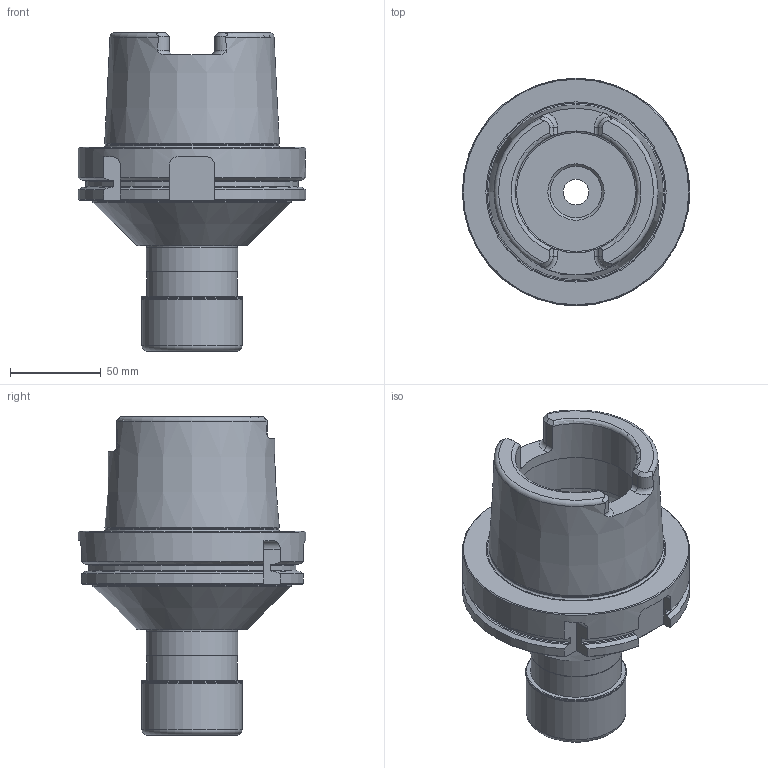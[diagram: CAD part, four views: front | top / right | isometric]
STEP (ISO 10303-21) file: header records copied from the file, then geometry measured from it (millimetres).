
FILE_DESCRIPTION(/* description */ (''),/* implementation_level */ '2;1');
FILE_NAME(/* name */ '550283250.stp',/* time_stamp */ '2021-01-08T12:25:32',/* author */ ('LRA'),/* organization */ ('REGO-FIX'),/* preprocessor_version */ ' Unknown',/* originating_system */ 'SIEMENS PLM Software Solid Edge ST10',/* authorization */ 'Unknown');
FILE_SCHEMA (('AUTOMOTIVE_DESIGN { 1 0 10303 214 2 1 1}'));
Length unit declared in the file: millimetre
Products named in the file (1): 0017499
Bounding box: 125 x 125 x 175 mm (x, y, z)
Volume: 623496.7 mm3; surface area: 104261.5 mm2
Topology: 2 solids, 2 shells, 153 faces, 379 edges, 238 vertices
Faces by surface type: plane 46, cylinder 43, cone 33, torus 31
Full cylindrical faces by diameter (mm): 10 x1, 14 x1, 28.376 x1, 31 x1, 33 x1, 38.25 x1, 42 x1, 48.376 x1, 50 x2, 50.05 x1, 50.5 x2, 51 x1, 55 x1, 55.4 x1, 67 x2, 80 x1, 95.509 x1, 109.4 x1, 125 x1
Entity records: 5363 total; most frequent: CARTESIAN_POINT 998, DIRECTION 690, ORIENTED_EDGE 602, EDGE_CURVE 301, AXIS2_PLACEMENT_3D 300, EDGE_LOOP 225, FACE_BOUND 225, VERTEX_POINT 220
